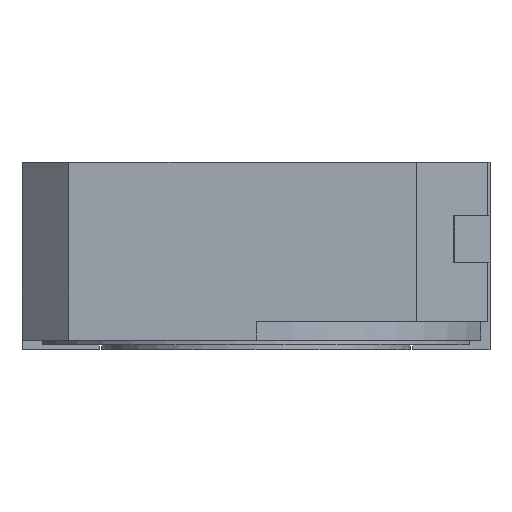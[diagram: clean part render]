
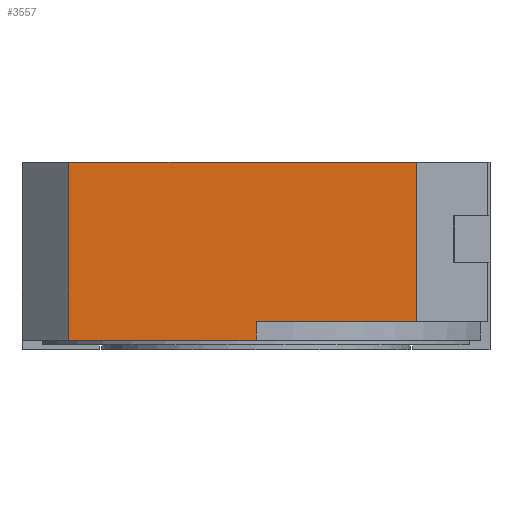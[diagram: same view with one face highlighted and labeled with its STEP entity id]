
A CAD part, front view. The second image highlights one B-rep face of the part: STEP entity #3557.
In plain terms, the highlighted planar face has unit normal (0, -1, 0).
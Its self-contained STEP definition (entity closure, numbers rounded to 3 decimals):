
#121=LINE('',#4897,#405);
#125=LINE('',#4907,#409);
#126=LINE('',#4909,#410);
#127=LINE('',#4911,#411);
#128=LINE('',#4913,#412);
#129=LINE('',#4915,#413);
#405=VECTOR('',#4046,1000.);
#409=VECTOR('',#4054,1000.);
#410=VECTOR('',#4055,1000.);
#411=VECTOR('',#4056,1000.);
#412=VECTOR('',#4057,1000.);
#413=VECTOR('',#4058,1000.);
#848=ORIENTED_EDGE('',*,*,#1560,.T.);
#849=ORIENTED_EDGE('',*,*,#1565,.T.);
#850=ORIENTED_EDGE('',*,*,#1566,.F.);
#851=ORIENTED_EDGE('',*,*,#1567,.T.);
#852=ORIENTED_EDGE('',*,*,#1568,.T.);
#853=ORIENTED_EDGE('',*,*,#1569,.F.);
#1560=EDGE_CURVE('',#1914,#1913,#121,.T.);
#1565=EDGE_CURVE('',#1913,#1918,#125,.T.);
#1566=EDGE_CURVE('',#1919,#1918,#126,.T.);
#1567=EDGE_CURVE('',#1919,#1920,#127,.T.);
#1568=EDGE_CURVE('',#1920,#1921,#128,.T.);
#1569=EDGE_CURVE('',#1914,#1921,#129,.T.);
#1913=VERTEX_POINT('',#4896);
#1914=VERTEX_POINT('',#4898);
#1918=VERTEX_POINT('',#4908);
#1919=VERTEX_POINT('',#4910);
#1920=VERTEX_POINT('',#4912);
#1921=VERTEX_POINT('',#4914);
#2129=EDGE_LOOP('',(#848,#849,#850,#851,#852,#853));
#2285=FACE_BOUND('',#2129,.T.);
#2424=PLANE('',#3733);
#3557=ADVANCED_FACE('',(#2285),#2424,.T.);
#3733=AXIS2_PLACEMENT_3D('',#4906,#4052,#4053);
#4046=DIRECTION('',(1.,0.,0.));
#4052=DIRECTION('',(0.,-1.,0.));
#4053=DIRECTION('',(1.,0.,0.));
#4054=DIRECTION('',(0.,0.,1.));
#4055=DIRECTION('',(1.,0.,0.));
#4056=DIRECTION('',(0.,0.,-1.));
#4057=DIRECTION('',(1.,0.,0.));
#4058=DIRECTION('',(0.,0.,-1.));
#4896=CARTESIAN_POINT('',(3.429,-5.,-3.3));
#4897=CARTESIAN_POINT('',(0.,-5.,-3.3));
#4898=CARTESIAN_POINT('',(0.,-5.,-3.3));
#4906=CARTESIAN_POINT('',(-5.,-5.,-3.7));
#4907=CARTESIAN_POINT('',(3.429,-5.,-3.7));
#4908=CARTESIAN_POINT('',(3.429,-5.,0.1));
#4909=CARTESIAN_POINT('',(-5.,-5.,0.1));
#4910=CARTESIAN_POINT('',(-4.,-5.,0.1));
#4911=CARTESIAN_POINT('',(-4.,-5.,-3.7));
#4912=CARTESIAN_POINT('',(-4.,-5.,-3.7));
#4913=CARTESIAN_POINT('',(-5.,-5.,-3.7));
#4914=CARTESIAN_POINT('',(0.,-5.,-3.7));
#4915=CARTESIAN_POINT('',(0.,-5.,-3.3));
